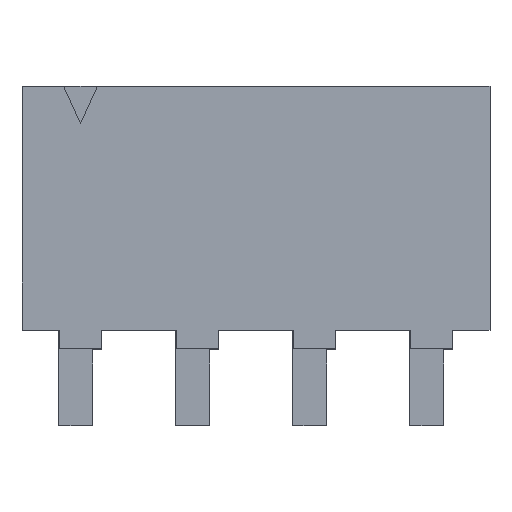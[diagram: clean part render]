
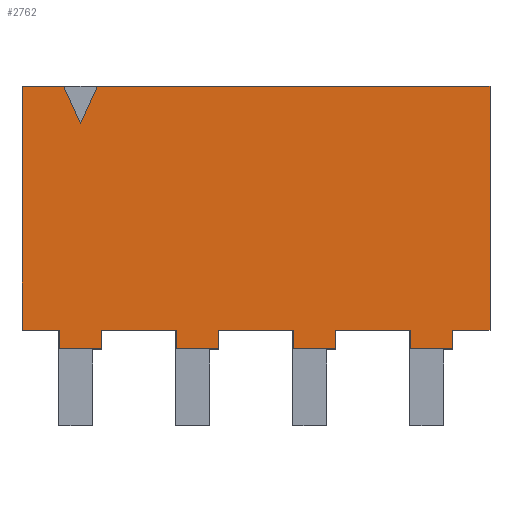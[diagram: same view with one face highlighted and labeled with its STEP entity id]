
A CAD part, top view. The second image highlights one B-rep face of the part: STEP entity #2762.
In plain terms, the highlighted planar face has unit normal (0, 0, 1).
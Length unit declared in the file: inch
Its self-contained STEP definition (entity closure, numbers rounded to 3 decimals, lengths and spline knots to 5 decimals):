
#186=ORIENTED_EDGE('',*,*,#951,.F.);
#187=ORIENTED_EDGE('',*,*,#952,.F.);
#188=ORIENTED_EDGE('',*,*,#921,.F.);
#189=ORIENTED_EDGE('',*,*,#902,.T.);
#190=ORIENTED_EDGE('',*,*,#953,.F.);
#191=ORIENTED_EDGE('',*,*,#954,.F.);
#192=ORIENTED_EDGE('',*,*,#854,.T.);
#193=ORIENTED_EDGE('',*,*,#955,.F.);
#194=ORIENTED_EDGE('',*,*,#956,.F.);
#195=ORIENTED_EDGE('',*,*,#957,.F.);
#196=ORIENTED_EDGE('',*,*,#856,.T.);
#197=ORIENTED_EDGE('',*,*,#958,.F.);
#198=ORIENTED_EDGE('',*,*,#959,.F.);
#199=ORIENTED_EDGE('',*,*,#960,.F.);
#200=ORIENTED_EDGE('',*,*,#860,.T.);
#201=ORIENTED_EDGE('',*,*,#961,.F.);
#202=ORIENTED_EDGE('',*,*,#962,.F.);
#203=ORIENTED_EDGE('',*,*,#963,.F.);
#204=ORIENTED_EDGE('',*,*,#912,.T.);
#205=ORIENTED_EDGE('',*,*,#964,.F.);
#206=ORIENTED_EDGE('',*,*,#965,.F.);
#207=ORIENTED_EDGE('',*,*,#904,.F.);
#208=ORIENTED_EDGE('',*,*,#919,.F.);
#854=EDGE_CURVE('',#1248,#1247,#1509,.T.);
#856=EDGE_CURVE('',#1249,#1250,#1511,.T.);
#860=EDGE_CURVE('',#1253,#1254,#1515,.T.);
#902=EDGE_CURVE('',#1284,#1283,#1545,.T.);
#904=EDGE_CURVE('',#1285,#1286,#1547,.T.);
#912=EDGE_CURVE('',#1293,#1294,#1555,.T.);
#919=EDGE_CURVE('',#1300,#1285,#1562,.T.);
#921=EDGE_CURVE('',#1284,#1298,#1564,.T.);
#951=EDGE_CURVE('',#1325,#1300,#1594,.T.);
#952=EDGE_CURVE('',#1298,#1325,#1595,.T.);
#953=EDGE_CURVE('',#1326,#1283,#1596,.T.);
#954=EDGE_CURVE('',#1248,#1326,#1597,.T.);
#955=EDGE_CURVE('',#1327,#1247,#1598,.T.);
#956=EDGE_CURVE('',#1328,#1327,#1599,.T.);
#957=EDGE_CURVE('',#1249,#1328,#1600,.T.);
#958=EDGE_CURVE('',#1329,#1250,#1601,.T.);
#959=EDGE_CURVE('',#1330,#1329,#1602,.T.);
#960=EDGE_CURVE('',#1253,#1330,#1603,.T.);
#961=EDGE_CURVE('',#1331,#1254,#1604,.T.);
#962=EDGE_CURVE('',#1332,#1331,#1605,.T.);
#963=EDGE_CURVE('',#1293,#1332,#1606,.T.);
#964=EDGE_CURVE('',#1333,#1294,#1607,.T.);
#965=EDGE_CURVE('',#1286,#1333,#1608,.T.);
#1247=VERTEX_POINT('',#3819);
#1248=VERTEX_POINT('',#3821);
#1249=VERTEX_POINT('',#3825);
#1250=VERTEX_POINT('',#3826);
#1253=VERTEX_POINT('',#3834);
#1254=VERTEX_POINT('',#3835);
#1283=VERTEX_POINT('',#3918);
#1284=VERTEX_POINT('',#3920);
#1285=VERTEX_POINT('',#3924);
#1286=VERTEX_POINT('',#3925);
#1293=VERTEX_POINT('',#3942);
#1294=VERTEX_POINT('',#3943);
#1298=VERTEX_POINT('',#3952);
#1300=VERTEX_POINT('',#3956);
#1325=VERTEX_POINT('',#4016);
#1326=VERTEX_POINT('',#4019);
#1327=VERTEX_POINT('',#4022);
#1328=VERTEX_POINT('',#4024);
#1329=VERTEX_POINT('',#4027);
#1330=VERTEX_POINT('',#4029);
#1331=VERTEX_POINT('',#4032);
#1332=VERTEX_POINT('',#4034);
#1333=VERTEX_POINT('',#4037);
#1509=LINE('',#3820,#1886);
#1511=LINE('',#3824,#1888);
#1515=LINE('',#3833,#1892);
#1545=LINE('',#3919,#1922);
#1547=LINE('',#3923,#1924);
#1555=LINE('',#3941,#1932);
#1562=LINE('',#3957,#1939);
#1564=LINE('',#3959,#1941);
#1594=LINE('',#4015,#1971);
#1595=LINE('',#4017,#1972);
#1596=LINE('',#4018,#1973);
#1597=LINE('',#4020,#1974);
#1598=LINE('',#4021,#1975);
#1599=LINE('',#4023,#1976);
#1600=LINE('',#4025,#1977);
#1601=LINE('',#4026,#1978);
#1602=LINE('',#4028,#1979);
#1603=LINE('',#4030,#1980);
#1604=LINE('',#4031,#1981);
#1605=LINE('',#4033,#1982);
#1606=LINE('',#4035,#1983);
#1607=LINE('',#4036,#1984);
#1608=LINE('',#4038,#1985);
#1886=VECTOR('',#3101,39.37008);
#1888=VECTOR('',#3105,39.37008);
#1892=VECTOR('',#3111,39.37008);
#1922=VECTOR('',#3191,39.37008);
#1924=VECTOR('',#3195,39.37008);
#1932=VECTOR('',#3207,39.37008);
#1939=VECTOR('',#3216,39.37008);
#1941=VECTOR('',#3218,39.37008);
#1971=VECTOR('',#3252,39.37008);
#1972=VECTOR('',#3253,39.37008);
#1973=VECTOR('',#3254,39.37008);
#1974=VECTOR('',#3255,39.37008);
#1975=VECTOR('',#3256,39.37008);
#1976=VECTOR('',#3257,39.37008);
#1977=VECTOR('',#3258,39.37008);
#1978=VECTOR('',#3259,39.37008);
#1979=VECTOR('',#3260,39.37008);
#1980=VECTOR('',#3261,39.37008);
#1981=VECTOR('',#3262,39.37008);
#1982=VECTOR('',#3263,39.37008);
#1983=VECTOR('',#3264,39.37008);
#1984=VECTOR('',#3265,39.37008);
#1985=VECTOR('',#3266,39.37008);
#2277=EDGE_LOOP('',(#186,#187,#188,#189,#190,#191,#192,#193,#194,#195,#196,
#197,#198,#199,#200,#201,#202,#203,#204,#205,#206,#207,#208));
#2452=FACE_BOUND('',#2277,.T.);
#2617=PLANE('',#2948);
#2762=ADVANCED_FACE('',(#2452),#2617,.F.);
#2948=AXIS2_PLACEMENT_3D('',#4014,#3250,#3251);
#3101=DIRECTION('',(1.,0.,0.));
#3105=DIRECTION('',(1.,0.,0.));
#3111=DIRECTION('',(1.,0.,0.));
#3191=DIRECTION('',(0.,-1.,0.));
#3195=DIRECTION('',(0.,-1.,0.));
#3207=DIRECTION('',(1.,0.,0.));
#3216=DIRECTION('',(1.,0.,0.));
#3218=DIRECTION('',(1.,0.,0.));
#3250=DIRECTION('',(0.,0.,-1.));
#3251=DIRECTION('',(-1.,0.,0.));
#3252=DIRECTION('',(0.41,0.912,0.));
#3253=DIRECTION('',(0.41,-0.912,0.));
#3254=DIRECTION('',(-1.,0.,0.));
#3255=DIRECTION('',(0.,1.,0.));
#3256=DIRECTION('',(0.,-1.,0.));
#3257=DIRECTION('',(-1.,0.,0.));
#3258=DIRECTION('',(0.,1.,0.));
#3259=DIRECTION('',(0.,-1.,0.));
#3260=DIRECTION('',(-1.,0.,0.));
#3261=DIRECTION('',(0.,1.,0.));
#3262=DIRECTION('',(0.,-1.,0.));
#3263=DIRECTION('',(-1.,0.,0.));
#3264=DIRECTION('',(0.,1.,0.));
#3265=DIRECTION('',(0.,-1.,0.));
#3266=DIRECTION('',(-1.,0.,0.));
#3819=CARTESIAN_POINT('',(-0.206,0.,0.1));
#3820=CARTESIAN_POINT('',(-0.312,0.,0.1));
#3821=CARTESIAN_POINT('',(-0.262,0.,0.1));
#3824=CARTESIAN_POINT('',(-0.312,0.,0.1));
#3825=CARTESIAN_POINT('',(-0.106,0.,0.1));
#3826=CARTESIAN_POINT('',(-0.05,0.,0.1));
#3833=CARTESIAN_POINT('',(-0.312,0.,0.1));
#3834=CARTESIAN_POINT('',(0.05,0.,0.1));
#3835=CARTESIAN_POINT('',(0.106,0.,0.1));
#3918=CARTESIAN_POINT('',(-0.312,0.025,0.1));
#3919=CARTESIAN_POINT('',(-0.312,0.35,0.1));
#3920=CARTESIAN_POINT('',(-0.312,0.35,0.1));
#3923=CARTESIAN_POINT('',(0.312,0.35,0.1));
#3924=CARTESIAN_POINT('',(0.312,0.35,0.1));
#3925=CARTESIAN_POINT('',(0.312,0.025,0.1));
#3941=CARTESIAN_POINT('',(-0.312,0.,0.1));
#3942=CARTESIAN_POINT('',(0.206,0.,0.1));
#3943=CARTESIAN_POINT('',(0.262,0.,0.1));
#3952=CARTESIAN_POINT('',(-0.2565,0.35,0.1));
#3956=CARTESIAN_POINT('',(-0.2115,0.35,0.1));
#3957=CARTESIAN_POINT('',(-0.312,0.35,0.1));
#3959=CARTESIAN_POINT('',(-0.312,0.35,0.1));
#4014=CARTESIAN_POINT('',(-0.312,0.35,0.1));
#4015=CARTESIAN_POINT('',(-0.234,0.3,0.1));
#4016=CARTESIAN_POINT('',(-0.234,0.3,0.1));
#4017=CARTESIAN_POINT('',(-0.2565,0.35,0.1));
#4018=CARTESIAN_POINT('',(-0.262,0.025,0.1));
#4019=CARTESIAN_POINT('',(-0.262,0.025,0.1));
#4020=CARTESIAN_POINT('',(-0.262,0.,0.1));
#4021=CARTESIAN_POINT('',(-0.206,0.025,0.1));
#4022=CARTESIAN_POINT('',(-0.206,0.025,0.1));
#4023=CARTESIAN_POINT('',(-0.106,0.025,0.1));
#4024=CARTESIAN_POINT('',(-0.106,0.025,0.1));
#4025=CARTESIAN_POINT('',(-0.106,0.,0.1));
#4026=CARTESIAN_POINT('',(-0.05,0.025,0.1));
#4027=CARTESIAN_POINT('',(-0.05,0.025,0.1));
#4028=CARTESIAN_POINT('',(0.05,0.025,0.1));
#4029=CARTESIAN_POINT('',(0.05,0.025,0.1));
#4030=CARTESIAN_POINT('',(0.05,0.,0.1));
#4031=CARTESIAN_POINT('',(0.106,0.025,0.1));
#4032=CARTESIAN_POINT('',(0.106,0.025,0.1));
#4033=CARTESIAN_POINT('',(0.206,0.025,0.1));
#4034=CARTESIAN_POINT('',(0.206,0.025,0.1));
#4035=CARTESIAN_POINT('',(0.206,0.,0.1));
#4036=CARTESIAN_POINT('',(0.262,0.025,0.1));
#4037=CARTESIAN_POINT('',(0.262,0.025,0.1));
#4038=CARTESIAN_POINT('',(0.362,0.025,0.1));
